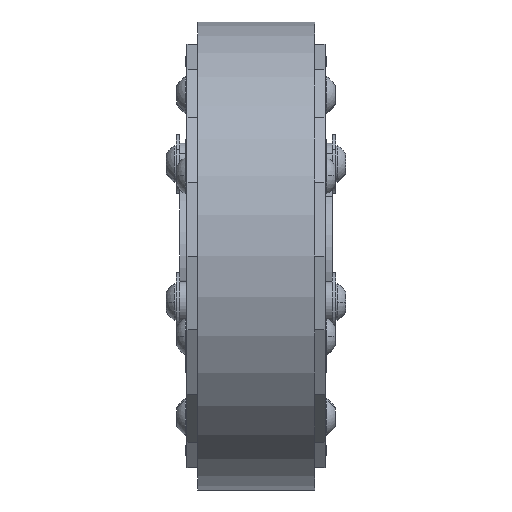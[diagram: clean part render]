
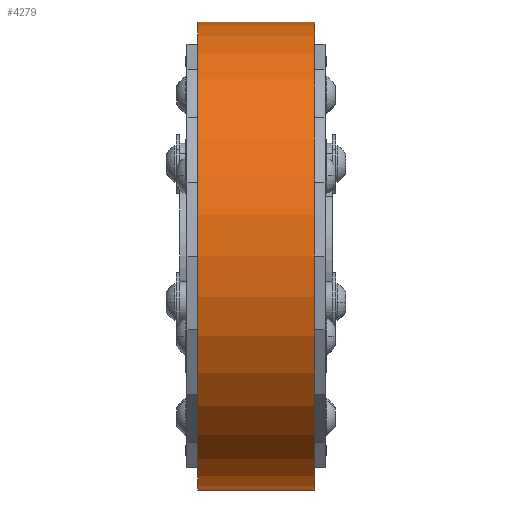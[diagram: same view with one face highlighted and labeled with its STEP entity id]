
A CAD part, left-side view. The second image highlights one B-rep face of the part: STEP entity #4279.
In plain terms, the highlighted cylindrical face has radius 50.8 mm (diameter 101.6 mm), a partial arc.
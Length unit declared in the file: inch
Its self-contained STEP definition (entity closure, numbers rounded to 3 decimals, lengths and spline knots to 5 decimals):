
#4187 = EDGE_CURVE ( 'NONE', #4193, #4232, #6959, .T. ) ;
#4191 = EDGE_CURVE ( 'NONE', #4232, #4267, #6894, .T. ) ;
#4193 = VERTEX_POINT ( 'NONE', #6984 ) ;
#4194 = ORIENTED_EDGE ( 'NONE', *, *, #4227, .T. ) ;
#4195 = ORIENTED_EDGE ( 'NONE', *, *, #4199, .T. ) ;
#4196 = ORIENTED_EDGE ( 'NONE', *, *, #4191, .F. ) ;
#4199 = EDGE_CURVE ( 'NONE', #4246, #4267, #6939, .T. ) ;
#4227 = EDGE_CURVE ( 'NONE', #4193, #4246, #7013, .T. ) ;
#4232 = VERTEX_POINT ( 'NONE', #7002 ) ;
#4246 = VERTEX_POINT ( 'NONE', #7060 ) ;
#4253 = EDGE_LOOP ( 'NONE', ( #4196, #4284, #4194, #4195 ) ) ;
#4267 = VERTEX_POINT ( 'NONE', #7034 ) ;
#4279 = ADVANCED_FACE ( 'NONE', ( #7155 ), #7152, .T. ) ;
#4284 = ORIENTED_EDGE ( 'NONE', *, *, #4187, .F. ) ;
#6892 = DIRECTION ( 'NONE',  ( 0., -1., 0. ) ) ;
#6893 = CARTESIAN_POINT ( 'NONE',  ( 0., 0.5, 2. ) ) ;
#6894 = LINE ( 'NONE', #6893, #6990 ) ;
#6935 = DIRECTION ( 'NONE',  ( 0., 0., 1. ) ) ;
#6936 = DIRECTION ( 'NONE',  ( 0., 1., 0. ) ) ;
#6937 = CARTESIAN_POINT ( 'NONE',  ( 0., -0.5, 0. ) ) ;
#6938 = AXIS2_PLACEMENT_3D ( 'NONE', #6937, #6936, #6935 ) ;
#6939 = CIRCLE ( 'NONE', #6938, 2. ) ;
#6947 = CARTESIAN_POINT ( 'NONE',  ( 0., 0.5, 0. ) ) ;
#6956 = DIRECTION ( 'NONE',  ( 0., 0., 1. ) ) ;
#6957 = DIRECTION ( 'NONE',  ( 0., 1., 0. ) ) ;
#6958 = AXIS2_PLACEMENT_3D ( 'NONE', #6947, #6957, #6956 ) ;
#6959 = CIRCLE ( 'NONE', #6958, 2. ) ;
#6984 = CARTESIAN_POINT ( 'NONE',  ( 0., 0.5, -2. ) ) ;
#6990 = VECTOR ( 'NONE', #6892, 39.37008 ) ;
#6993 = VECTOR ( 'NONE', #7053, 39.37008 ) ;
#7002 = CARTESIAN_POINT ( 'NONE',  ( 0., 0.5, 2. ) ) ;
#7012 = CARTESIAN_POINT ( 'NONE',  ( 0., 0.5, -2. ) ) ;
#7013 = LINE ( 'NONE', #7012, #6993 ) ;
#7034 = CARTESIAN_POINT ( 'NONE',  ( 0., -0.5, 2. ) ) ;
#7053 = DIRECTION ( 'NONE',  ( 0., -1., 0. ) ) ;
#7060 = CARTESIAN_POINT ( 'NONE',  ( 0., -0.5, -2. ) ) ;
#7085 = AXIS2_PLACEMENT_3D ( 'NONE', #7151, #7157, #7156 ) ;
#7151 = CARTESIAN_POINT ( 'NONE',  ( 0., 0.5, 0. ) ) ;
#7152 = CYLINDRICAL_SURFACE ( 'NONE', #7085, 2. ) ;
#7155 = FACE_OUTER_BOUND ( 'NONE', #4253, .T. ) ;
#7156 = DIRECTION ( 'NONE',  ( 0., 0., -1. ) ) ;
#7157 = DIRECTION ( 'NONE',  ( 0., -1., 0. ) ) ;
